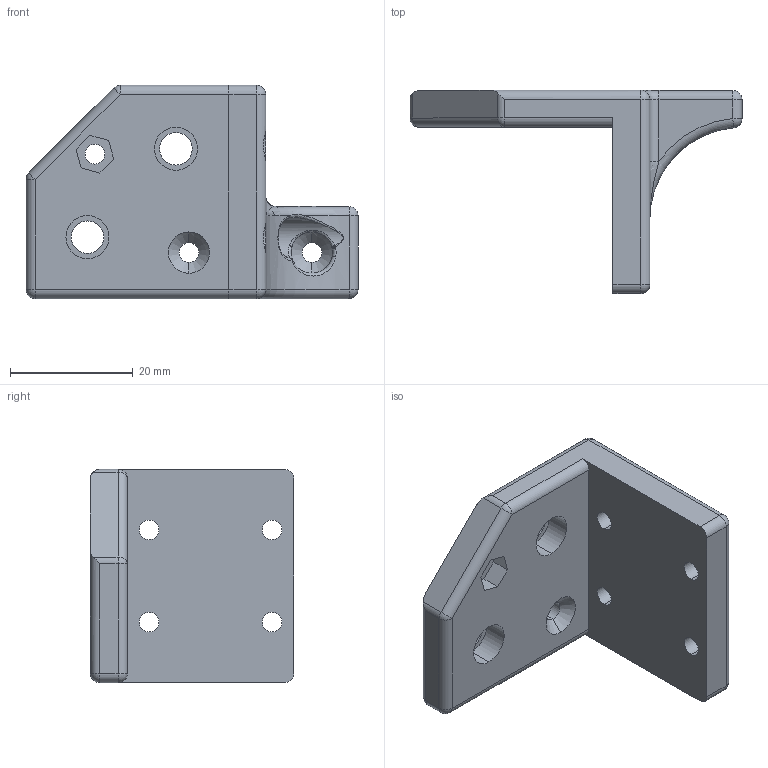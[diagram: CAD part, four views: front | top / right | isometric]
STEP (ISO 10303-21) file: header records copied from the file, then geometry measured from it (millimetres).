
FILE_DESCRIPTION (( 'STEP AP214' ), '1' );
FILE_NAME ('idlerBBottom.STEP', '2025-03-10T07:19:34', ( '' ), ( '' ), 'SwSTEP 2.0', 'SolidWorks 2024', '' );
FILE_SCHEMA (( 'AUTOMOTIVE_DESIGN' ));
Length unit declared in the file: millimetre
Products named in the file (1): idlerBBottom
Bounding box: 54 x 33.05 x 34.7 mm (x, y, z)
Volume: 13826.4 mm3; surface area: 6445.9 mm2
Topology: 1 solids, 1 shells, 112 faces, 279 edges, 156 vertices
Faces by surface type: cylinder 51, plane 20, sphere 14, cone 12, bspline 12, torus 3
Entity records: 5208 total; most frequent: CARTESIAN_POINT 1368, DIRECTION 565, ORIENTED_EDGE 530, EDGE_CURVE 265, AXIS2_PLACEMENT_3D 229, VERTEX_POINT 154, EDGE_LOOP 129, CIRCLE 128
